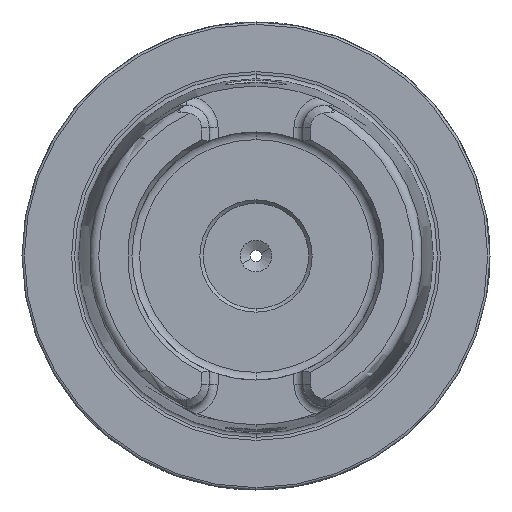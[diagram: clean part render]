
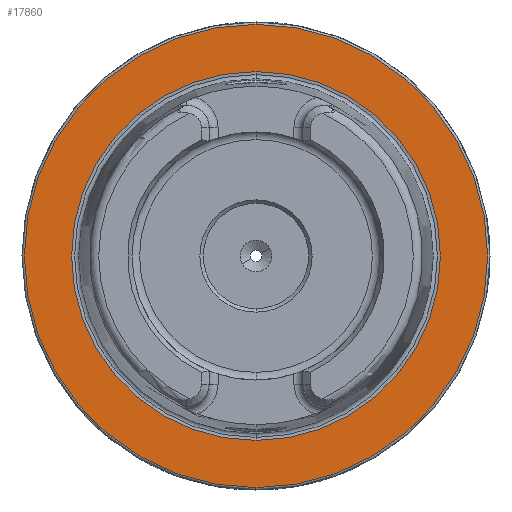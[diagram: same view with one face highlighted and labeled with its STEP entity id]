
A CAD part, left-side view. The second image highlights one B-rep face of the part: STEP entity #17860.
In plain terms, the highlighted planar face has unit normal (-1, 0, 0).
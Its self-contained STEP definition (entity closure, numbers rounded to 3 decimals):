
#48 = VERTEX_POINT ( 'NONE', #11306 ) ;
#167 = DIRECTION ( 'NONE',  ( 0., 0., 1. ) ) ;
#929 = DIRECTION ( 'NONE',  ( -1., 0., 0. ) ) ;
#1020 = EDGE_LOOP ( 'NONE', ( #6137, #17173 ) ) ;
#1243 = DIRECTION ( 'NONE',  ( 0., 0., 1. ) ) ;
#1300 = DIRECTION ( 'NONE',  ( -1., 0., 0. ) ) ;
#1323 = DIRECTION ( 'NONE',  ( 0., 0., -1. ) ) ;
#1773 = CARTESIAN_POINT ( 'NONE',  ( 0., 0., 0. ) ) ;
#2207 = ORIENTED_EDGE ( 'NONE', *, *, #17945, .F. ) ;
#2534 = AXIS2_PLACEMENT_3D ( 'NONE', #8246, #9748, #1323 ) ;
#2699 = CIRCLE ( 'NONE', #11393, 39.405 ) ;
#3021 = EDGE_CURVE ( 'NONE', #8032, #15749, #2699, .T. ) ;
#6137 = ORIENTED_EDGE ( 'NONE', *, *, #7432, .T. ) ;
#6188 = CARTESIAN_POINT ( 'NONE',  ( 0., 0., -39.405 ) ) ;
#6204 = FACE_OUTER_BOUND ( 'NONE', #1020, .T. ) ;
#6263 = AXIS2_PLACEMENT_3D ( 'NONE', #17003, #8545, #167 ) ;
#7102 = CARTESIAN_POINT ( 'NONE',  ( 0., 0., 0. ) ) ;
#7432 = EDGE_CURVE ( 'NONE', #8604, #48, #11634, .T. ) ;
#8032 = VERTEX_POINT ( 'NONE', #17856 ) ;
#8246 = CARTESIAN_POINT ( 'NONE',  ( 0., 49.5, 0. ) ) ;
#8309 = PLANE ( 'NONE',  #2534 ) ;
#8524 = DIRECTION ( 'NONE',  ( 0., 0., 1. ) ) ;
#8545 = DIRECTION ( 'NONE',  ( -1., 0., 0. ) ) ;
#8583 = CARTESIAN_POINT ( 'NONE',  ( 0., 0., 49.5 ) ) ;
#8604 = VERTEX_POINT ( 'NONE', #8583 ) ;
#9149 = EDGE_LOOP ( 'NONE', ( #16696, #2207 ) ) ;
#9348 = CARTESIAN_POINT ( 'NONE',  ( 0., 0., 0. ) ) ;
#9748 = DIRECTION ( 'NONE',  ( 1., 0., 0. ) ) ;
#10219 = AXIS2_PLACEMENT_3D ( 'NONE', #9348, #929, #10785 ) ;
#10785 = DIRECTION ( 'NONE',  ( 0., 0., 1. ) ) ;
#11306 = CARTESIAN_POINT ( 'NONE',  ( 0., 0., -49.5 ) ) ;
#11393 = AXIS2_PLACEMENT_3D ( 'NONE', #1773, #1300, #1243 ) ;
#11634 = CIRCLE ( 'NONE', #10219, 49.5 ) ;
#13749 = FACE_BOUND ( 'NONE', #9149, .T. ) ;
#13782 = CIRCLE ( 'NONE', #17091, 49.5 ) ;
#13801 = EDGE_CURVE ( 'NONE', #48, #8604, #13782, .T. ) ;
#15749 = VERTEX_POINT ( 'NONE', #6188 ) ;
#16581 = CIRCLE ( 'NONE', #6263, 39.405 ) ;
#16696 = ORIENTED_EDGE ( 'NONE', *, *, #3021, .F. ) ;
#16976 = DIRECTION ( 'NONE',  ( -1., 0., 0. ) ) ;
#17003 = CARTESIAN_POINT ( 'NONE',  ( 0., 0., 0. ) ) ;
#17091 = AXIS2_PLACEMENT_3D ( 'NONE', #7102, #16976, #8524 ) ;
#17173 = ORIENTED_EDGE ( 'NONE', *, *, #13801, .T. ) ;
#17856 = CARTESIAN_POINT ( 'NONE',  ( 0., 0., 39.405 ) ) ;
#17860 = ADVANCED_FACE ( 'NONE', ( #13749, #6204 ), #8309, .F. ) ;
#17945 = EDGE_CURVE ( 'NONE', #15749, #8032, #16581, .T. ) ;
